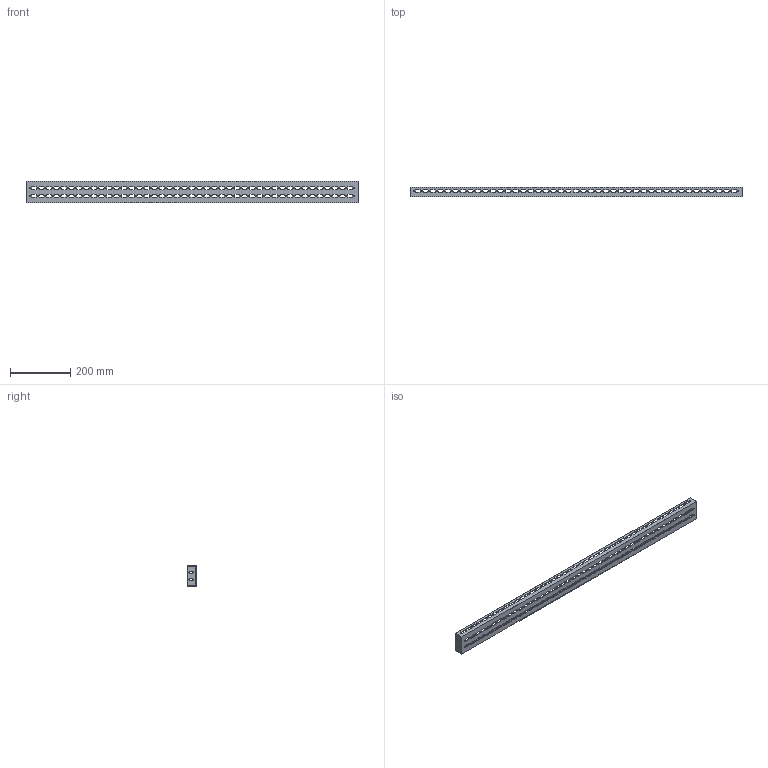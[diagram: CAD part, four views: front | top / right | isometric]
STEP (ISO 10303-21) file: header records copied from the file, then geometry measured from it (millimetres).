
FILE_DESCRIPTION (( 'STEP AP203' ), '1' );
FILE_NAME ('DCKC07_Default.step', '2025-05-14T12:50:30', ( 'Windows User' ), ( 'AUTOMATION DIRECT' ), 'SwSTEP 2.0', 'SolidWorks 2024', '' );
FILE_SCHEMA (( 'CONFIG_CONTROL_DESIGN' ));
Length unit declared in the file: millimetre
Products named in the file (1): DCKC07_Default
Bounding box: 1102 x 30 x 70 mm (x, y, z)
Volume: 233019.3 mm3; surface area: 259153.7 mm2
Topology: 1 solids, 1 shells, 889 faces, 2746 edges, 1860 vertices
Faces by surface type: plane 707, cylinder 182
Full cylindrical faces by diameter (mm): 4.25 x174
Entity records: 30243 total; most frequent: CARTESIAN_POINT 5146, ORIENTED_EDGE 4968, DIRECTION 4628, EDGE_CURVE 2484, VECTOR 2120, LINE 2120, VERTEX_POINT 1772, EDGE_LOOP 1764
